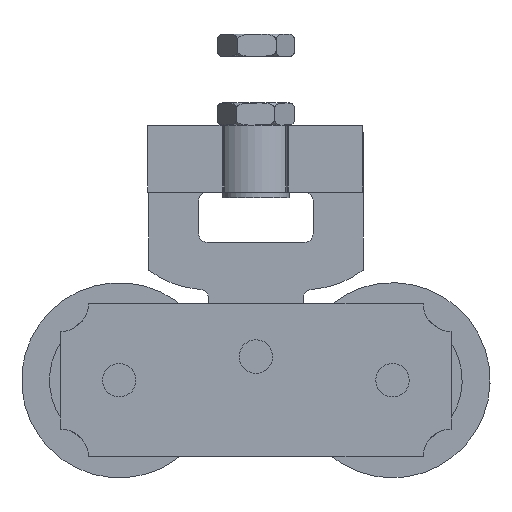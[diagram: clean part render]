
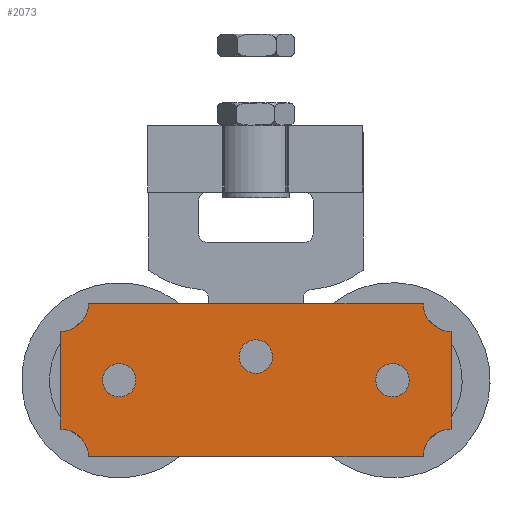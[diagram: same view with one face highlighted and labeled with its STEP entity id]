
A CAD part, front view. The second image highlights one B-rep face of the part: STEP entity #2073.
In plain terms, the highlighted planar face has unit normal (0, -1, 0).
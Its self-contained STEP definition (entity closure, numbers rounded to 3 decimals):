
#1998=CARTESIAN_POINT('',(38.5,-35.28,126.461));
#1999=DIRECTION('',(0.0,1.0,0.0));
#2000=DIRECTION('',(1.0,0.0,0.0));
#2001=AXIS2_PLACEMENT_3D('',#1998,#1999,#2000);
#2002=PLANE('',#2001);
#2003=CARTESIAN_POINT('',(-21.5,-35.28,98.961));
#2004=VERTEX_POINT('',#2003);
#2005=CARTESIAN_POINT('',(98.5,-35.28,98.961));
#2006=VERTEX_POINT('',#2005);
#2007=CARTESIAN_POINT('',(-21.5,-35.28,98.961));
#2008=DIRECTION('',(1.0,0.0,0.0));
#2009=VECTOR('',#2008,120.0);
#2010=LINE('',#2007,#2009);
#2011=EDGE_CURVE('',#2004,#2006,#2010,.T.);
#2012=ORIENTED_EDGE('',*,*,#2011,.T.);
#2013=CARTESIAN_POINT('',(108.5,-35.28,108.961));
#2014=VERTEX_POINT('',#2013);
#2015=CARTESIAN_POINT('',(108.5,-35.28,98.961));
#2016=DIRECTION('',(0.0,1.0,0.0));
#2017=DIRECTION('',(-1.0,0.0,0.0));
#2018=AXIS2_PLACEMENT_3D('',#2015,#2016,#2017);
#2019=CIRCLE('',#2018,10.0);
#2020=EDGE_CURVE('',#2006,#2014,#2019,.T.);
#2021=ORIENTED_EDGE('',*,*,#2020,.T.);
#2022=CARTESIAN_POINT('',(108.5,-35.28,143.961));
#2023=VERTEX_POINT('',#2022);
#2024=CARTESIAN_POINT('',(108.5,-35.28,108.961));
#2025=DIRECTION('',(0.0,0.0,1.0));
#2026=VECTOR('',#2025,35.);
#2027=LINE('',#2024,#2026);
#2028=EDGE_CURVE('',#2014,#2023,#2027,.T.);
#2029=ORIENTED_EDGE('',*,*,#2028,.T.);
#2030=CARTESIAN_POINT('',(98.5,-35.28,153.961));
#2031=VERTEX_POINT('',#2030);
#2032=CARTESIAN_POINT('',(108.5,-35.28,153.961));
#2033=DIRECTION('',(0.0,1.0,0.0));
#2034=DIRECTION('',(0.0,0.0,-1.0));
#2035=AXIS2_PLACEMENT_3D('',#2032,#2033,#2034);
#2036=CIRCLE('',#2035,10.0);
#2037=EDGE_CURVE('',#2023,#2031,#2036,.T.);
#2038=ORIENTED_EDGE('',*,*,#2037,.T.);
#2039=CARTESIAN_POINT('',(-21.5,-35.28,153.961));
#2040=VERTEX_POINT('',#2039);
#2041=CARTESIAN_POINT('',(98.5,-35.28,153.961));
#2042=DIRECTION('',(-1.0,0.0,0.0));
#2043=VECTOR('',#2042,120.);
#2044=LINE('',#2041,#2043);
#2045=EDGE_CURVE('',#2031,#2040,#2044,.T.);
#2046=ORIENTED_EDGE('',*,*,#2045,.T.);
#2047=CARTESIAN_POINT('',(-31.5,-35.28,143.961));
#2048=VERTEX_POINT('',#2047);
#2049=CARTESIAN_POINT('',(-31.5,-35.28,153.961));
#2050=DIRECTION('',(0.0,1.0,0.0));
#2051=DIRECTION('',(1.0,0.0,0.0));
#2052=AXIS2_PLACEMENT_3D('',#2049,#2050,#2051);
#2053=CIRCLE('',#2052,10.0);
#2054=EDGE_CURVE('',#2040,#2048,#2053,.T.);
#2055=ORIENTED_EDGE('',*,*,#2054,.T.);
#2056=CARTESIAN_POINT('',(-31.5,-35.28,108.961));
#2057=VERTEX_POINT('',#2056);
#2058=CARTESIAN_POINT('',(-31.5,-35.28,143.961));
#2059=DIRECTION('',(0.0,0.0,-1.0));
#2060=VECTOR('',#2059,35.);
#2061=LINE('',#2058,#2060);
#2062=EDGE_CURVE('',#2048,#2057,#2061,.T.);
#2063=ORIENTED_EDGE('',*,*,#2062,.T.);
#2064=CARTESIAN_POINT('',(-31.5,-35.28,98.961));
#2065=DIRECTION('',(0.0,1.0,0.0));
#2066=DIRECTION('',(0.0,0.0,1.0));
#2067=AXIS2_PLACEMENT_3D('',#2064,#2065,#2066);
#2068=CIRCLE('',#2067,10.0);
#2069=EDGE_CURVE('',#2057,#2004,#2068,.T.);
#2070=ORIENTED_EDGE('',*,*,#2069,.T.);
#2071=EDGE_LOOP('',(#2012,#2021,#2029,#2038,#2046,#2055,#2063,#2070));
#2072=FACE_OUTER_BOUND('',#2071,.T.);
#2073=ADVANCED_FACE('',(#2072),#2002,.F.);
